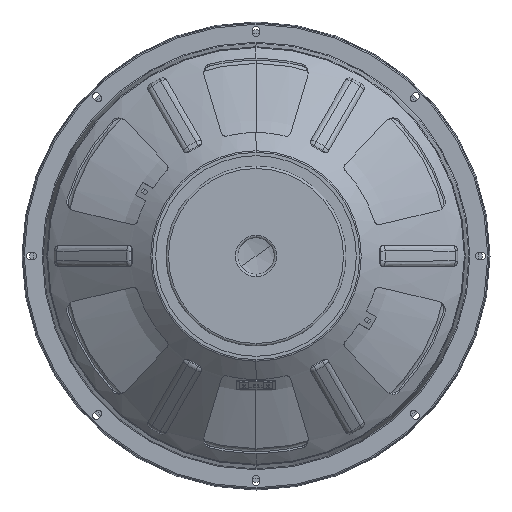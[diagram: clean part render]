
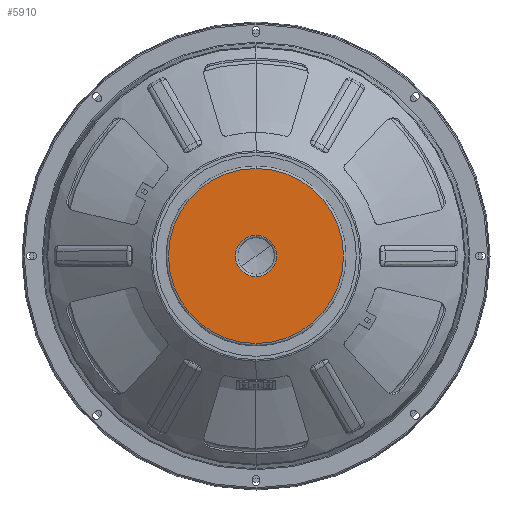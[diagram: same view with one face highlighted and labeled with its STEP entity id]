
A CAD part, front view. The second image highlights one B-rep face of the part: STEP entity #5910.
In plain terms, the highlighted planar face has unit normal (0, -1, 0).
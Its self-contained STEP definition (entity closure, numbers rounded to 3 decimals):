
#1153 = PLANE ( 'NONE',  #2135 ) ;
#1250 = DIRECTION ( 'NONE',  ( 0., 0., -1. ) ) ;
#1671 = CARTESIAN_POINT ( 'NONE',  ( 74., -40., 0. ) ) ;
#1811 = DIRECTION ( 'NONE',  ( 0., 0., -1. ) ) ;
#2135 = AXIS2_PLACEMENT_3D ( 'NONE', #1671, #9637, #4738 ) ;
#2730 = AXIS2_PLACEMENT_3D ( 'NONE', #13971, #17989, #19535 ) ;
#2796 = DIRECTION ( 'NONE',  ( 0., 0., -1. ) ) ;
#3020 = EDGE_CURVE ( 'NONE', #8291, #6368, #5873, .T. ) ;
#3099 = FACE_OUTER_BOUND ( 'NONE', #16309, .T. ) ;
#3688 = VERTEX_POINT ( 'NONE', #18024 ) ;
#4640 = VERTEX_POINT ( 'NONE', #15257 ) ;
#4738 = DIRECTION ( 'NONE',  ( 0., 0., -1. ) ) ;
#5761 = CARTESIAN_POINT ( 'NONE',  ( 0., -40., 72. ) ) ;
#5873 = CIRCLE ( 'NONE', #12793, 72. ) ;
#5910 = ADVANCED_FACE ( 'NONE', ( #13970, #3099 ), #1153, .T. ) ;
#6368 = VERTEX_POINT ( 'NONE', #5761 ) ;
#6395 = DIRECTION ( 'NONE',  ( 0., 1., 0. ) ) ;
#7287 = DIRECTION ( 'NONE',  ( 0., -1., 0. ) ) ;
#7815 = AXIS2_PLACEMENT_3D ( 'NONE', #15321, #9048, #1250 ) ;
#8291 = VERTEX_POINT ( 'NONE', #15040 ) ;
#9048 = DIRECTION ( 'NONE',  ( 0., 1., 0. ) ) ;
#9637 = DIRECTION ( 'NONE',  ( 0., -1., 0. ) ) ;
#9712 = CIRCLE ( 'NONE', #13649, 17. ) ;
#10033 = EDGE_CURVE ( 'NONE', #3688, #4640, #9712, .T. ) ;
#11814 = CARTESIAN_POINT ( 'NONE',  ( 0., -40., 0. ) ) ;
#12793 = AXIS2_PLACEMENT_3D ( 'NONE', #11814, #7287, #2796 ) ;
#13139 = ORIENTED_EDGE ( 'NONE', *, *, #15212, .T. ) ;
#13649 = AXIS2_PLACEMENT_3D ( 'NONE', #19083, #6395, #1811 ) ;
#13690 = ORIENTED_EDGE ( 'NONE', *, *, #3020, .T. ) ;
#13970 = FACE_BOUND ( 'NONE', #17943, .T. ) ;
#13971 = CARTESIAN_POINT ( 'NONE',  ( 0., -40., 0. ) ) ;
#14514 = CIRCLE ( 'NONE', #2730, 72. ) ;
#15040 = CARTESIAN_POINT ( 'NONE',  ( 0., -40., -72. ) ) ;
#15212 = EDGE_CURVE ( 'NONE', #4640, #3688, #16705, .T. ) ;
#15257 = CARTESIAN_POINT ( 'NONE',  ( 0., -40., -17. ) ) ;
#15321 = CARTESIAN_POINT ( 'NONE',  ( 0., -40., 0. ) ) ;
#16309 = EDGE_LOOP ( 'NONE', ( #13690, #18258 ) ) ;
#16705 = CIRCLE ( 'NONE', #7815, 17. ) ;
#17943 = EDGE_LOOP ( 'NONE', ( #13139, #19192 ) ) ;
#17989 = DIRECTION ( 'NONE',  ( 0., -1., 0. ) ) ;
#18024 = CARTESIAN_POINT ( 'NONE',  ( 0., -40., 17. ) ) ;
#18244 = EDGE_CURVE ( 'NONE', #6368, #8291, #14514, .T. ) ;
#18258 = ORIENTED_EDGE ( 'NONE', *, *, #18244, .T. ) ;
#19083 = CARTESIAN_POINT ( 'NONE',  ( 0., -40., 0. ) ) ;
#19192 = ORIENTED_EDGE ( 'NONE', *, *, #10033, .T. ) ;
#19535 = DIRECTION ( 'NONE',  ( 0., 0., -1. ) ) ;
